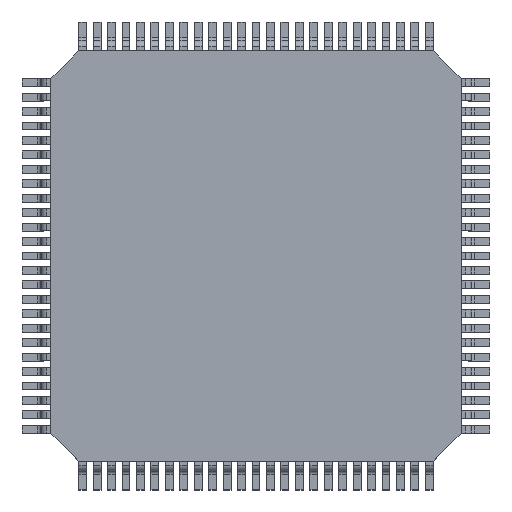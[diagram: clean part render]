
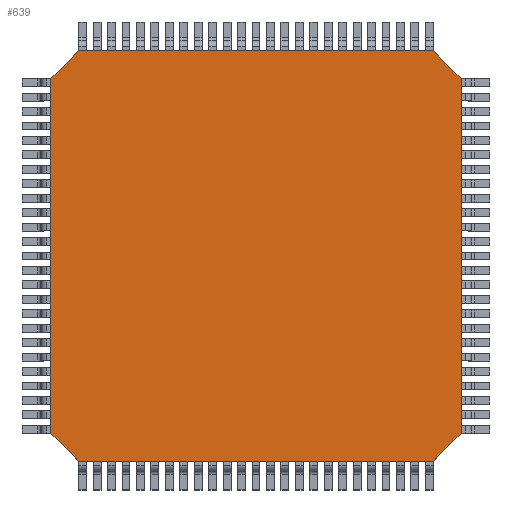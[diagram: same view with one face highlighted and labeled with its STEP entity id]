
A CAD part, top view. The second image highlights one B-rep face of the part: STEP entity #639.
In plain terms, the highlighted planar face has unit normal (0, 0, 1).
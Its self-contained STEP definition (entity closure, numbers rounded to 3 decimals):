
#452 = VERTEX_POINT('',#453);
#453 = CARTESIAN_POINT('',(0.,0.965,1.45));
#460 = PLANE('',#461);
#461 = AXIS2_PLACEMENT_3D('',#462,#463,#464);
#462 = CARTESIAN_POINT('',(0.,0.,0.));
#463 = DIRECTION('',(1.,0.,-0.));
#464 = DIRECTION('',(0.,0.,1.));
#472 = PLANE('',#473);
#473 = AXIS2_PLACEMENT_3D('',#474,#475,#476);
#474 = CARTESIAN_POINT('',(0.,0.965,0.));
#475 = DIRECTION('',(0.707,0.707,-0.));
#476 = DIRECTION('',(0.707,-0.707,0.));
#513 = VERTEX_POINT('',#514);
#514 = CARTESIAN_POINT('',(0.,13.235,1.45));
#528 = PLANE('',#529);
#529 = AXIS2_PLACEMENT_3D('',#530,#531,#532);
#530 = CARTESIAN_POINT('',(0.965,14.2,0.));
#531 = DIRECTION('',(0.707,-0.707,0.));
#532 = DIRECTION('',(-0.707,-0.707,0.));
#540 = EDGE_CURVE('',#452,#513,#541,.T.);
#541 = SURFACE_CURVE('',#542,(#546,#553),.PCURVE_S1.);
#542 = LINE('',#543,#544);
#543 = CARTESIAN_POINT('',(0.,0.,1.45));
#544 = VECTOR('',#545,1.);
#545 = DIRECTION('',(-0.,1.,0.));
#546 = PCURVE('',#460,#547);
#547 = DEFINITIONAL_REPRESENTATION('',(#548),#552);
#548 = LINE('',#549,#550);
#549 = CARTESIAN_POINT('',(1.45,0.));
#550 = VECTOR('',#551,1.);
#551 = DIRECTION('',(0.,-1.));
#552 = ( GEOMETRIC_REPRESENTATION_CONTEXT(2) 
PARAMETRIC_REPRESENTATION_CONTEXT() REPRESENTATION_CONTEXT('2D SPACE',''
  ) );
#553 = PCURVE('',#554,#559);
#554 = PLANE('',#555);
#555 = AXIS2_PLACEMENT_3D('',#556,#557,#558);
#556 = CARTESIAN_POINT('',(0.,0.,1.45));
#557 = DIRECTION('',(0.,0.,1.));
#558 = DIRECTION('',(1.,0.,-0.));
#559 = DEFINITIONAL_REPRESENTATION('',(#560),#564);
#560 = LINE('',#561,#562);
#561 = CARTESIAN_POINT('',(0.,0.));
#562 = VECTOR('',#563,1.);
#563 = DIRECTION('',(0.,1.));
#564 = ( GEOMETRIC_REPRESENTATION_CONTEXT(2) 
PARAMETRIC_REPRESENTATION_CONTEXT() REPRESENTATION_CONTEXT('2D SPACE',''
  ) );
#593 = EDGE_CURVE('',#594,#452,#596,.T.);
#594 = VERTEX_POINT('',#595);
#595 = CARTESIAN_POINT('',(0.965,0.,1.45));
#596 = SURFACE_CURVE('',#597,(#601,#607),.PCURVE_S1.);
#597 = LINE('',#598,#599);
#598 = CARTESIAN_POINT('',(0.241,0.724,1.45));
#599 = VECTOR('',#600,1.);
#600 = DIRECTION('',(-0.707,0.707,0.));
#601 = PCURVE('',#472,#602);
#602 = DEFINITIONAL_REPRESENTATION('',(#603),#606);
#603 = B_SPLINE_CURVE_WITH_KNOTS('',1,(#604,#605),.UNSPECIFIED.,.F.,.F.,
  (2,2),(-1.024,0.341),.PIECEWISE_BEZIER_KNOTS.);
#604 = CARTESIAN_POINT('',(1.365,-1.45));
#605 = CARTESIAN_POINT('',(0.,-1.45));
#606 = ( GEOMETRIC_REPRESENTATION_CONTEXT(2) 
PARAMETRIC_REPRESENTATION_CONTEXT() REPRESENTATION_CONTEXT('2D SPACE',''
  ) );
#607 = PCURVE('',#554,#608);
#608 = DEFINITIONAL_REPRESENTATION('',(#609),#612);
#609 = B_SPLINE_CURVE_WITH_KNOTS('',1,(#610,#611),.UNSPECIFIED.,.F.,.F.,
  (2,2),(-1.024,0.341),.PIECEWISE_BEZIER_KNOTS.);
#610 = CARTESIAN_POINT('',(0.965,0.));
#611 = CARTESIAN_POINT('',(0.,0.965));
#612 = ( GEOMETRIC_REPRESENTATION_CONTEXT(2) 
PARAMETRIC_REPRESENTATION_CONTEXT() REPRESENTATION_CONTEXT('2D SPACE',''
  ) );
#628 = PLANE('',#629);
#629 = AXIS2_PLACEMENT_3D('',#630,#631,#632);
#630 = CARTESIAN_POINT('',(0.,0.,0.));
#631 = DIRECTION('',(-0.,1.,0.));
#632 = DIRECTION('',(0.,0.,1.));
#639 = ADVANCED_FACE('',(#640),#554,.T.);
#640 = FACE_BOUND('',#641,.T.);
#641 = EDGE_LOOP('',(#642,#643,#644,#667,#693,#721,#747,#775));
#642 = ORIENTED_EDGE('',*,*,#540,.F.);
#643 = ORIENTED_EDGE('',*,*,#593,.F.);
#644 = ORIENTED_EDGE('',*,*,#645,.T.);
#645 = EDGE_CURVE('',#594,#646,#648,.T.);
#646 = VERTEX_POINT('',#647);
#647 = CARTESIAN_POINT('',(13.235,0.,1.45));
#648 = SURFACE_CURVE('',#649,(#653,#660),.PCURVE_S1.);
#649 = LINE('',#650,#651);
#650 = CARTESIAN_POINT('',(0.,0.,1.45));
#651 = VECTOR('',#652,1.);
#652 = DIRECTION('',(1.,0.,-0.));
#653 = PCURVE('',#554,#654);
#654 = DEFINITIONAL_REPRESENTATION('',(#655),#659);
#655 = LINE('',#656,#657);
#656 = CARTESIAN_POINT('',(0.,0.));
#657 = VECTOR('',#658,1.);
#658 = DIRECTION('',(1.,0.));
#659 = ( GEOMETRIC_REPRESENTATION_CONTEXT(2) 
PARAMETRIC_REPRESENTATION_CONTEXT() REPRESENTATION_CONTEXT('2D SPACE',''
  ) );
#660 = PCURVE('',#628,#661);
#661 = DEFINITIONAL_REPRESENTATION('',(#662),#666);
#662 = LINE('',#663,#664);
#663 = CARTESIAN_POINT('',(1.45,0.));
#664 = VECTOR('',#665,1.);
#665 = DIRECTION('',(0.,1.));
#666 = ( GEOMETRIC_REPRESENTATION_CONTEXT(2) 
PARAMETRIC_REPRESENTATION_CONTEXT() REPRESENTATION_CONTEXT('2D SPACE',''
  ) );
#667 = ORIENTED_EDGE('',*,*,#668,.F.);
#668 = EDGE_CURVE('',#669,#646,#671,.T.);
#669 = VERTEX_POINT('',#670);
#670 = CARTESIAN_POINT('',(14.2,0.965,1.45));
#671 = SURFACE_CURVE('',#672,(#676,#682),.PCURVE_S1.);
#672 = LINE('',#673,#674);
#673 = CARTESIAN_POINT('',(9.926,-3.309,1.45));
#674 = VECTOR('',#675,1.);
#675 = DIRECTION('',(-0.707,-0.707,0.));
#676 = PCURVE('',#554,#677);
#677 = DEFINITIONAL_REPRESENTATION('',(#678),#681);
#678 = B_SPLINE_CURVE_WITH_KNOTS('',1,(#679,#680),.UNSPECIFIED.,.F.,.F.,
  (2,2),(-6.044,-4.679),.PIECEWISE_BEZIER_KNOTS.);
#679 = CARTESIAN_POINT('',(14.2,0.965));
#680 = CARTESIAN_POINT('',(13.235,0.));
#681 = ( GEOMETRIC_REPRESENTATION_CONTEXT(2) 
PARAMETRIC_REPRESENTATION_CONTEXT() REPRESENTATION_CONTEXT('2D SPACE',''
  ) );
#682 = PCURVE('',#683,#688);
#683 = PLANE('',#684);
#684 = AXIS2_PLACEMENT_3D('',#685,#686,#687);
#685 = CARTESIAN_POINT('',(13.235,0.,0.));
#686 = DIRECTION('',(-0.707,0.707,0.));
#687 = DIRECTION('',(0.707,0.707,0.));
#688 = DEFINITIONAL_REPRESENTATION('',(#689),#692);
#689 = B_SPLINE_CURVE_WITH_KNOTS('',1,(#690,#691),.UNSPECIFIED.,.F.,.F.,
  (2,2),(-6.044,-4.679),.PIECEWISE_BEZIER_KNOTS.);
#690 = CARTESIAN_POINT('',(1.365,-1.45));
#691 = CARTESIAN_POINT('',(0.,-1.45));
#692 = ( GEOMETRIC_REPRESENTATION_CONTEXT(2) 
PARAMETRIC_REPRESENTATION_CONTEXT() REPRESENTATION_CONTEXT('2D SPACE',''
  ) );
#693 = ORIENTED_EDGE('',*,*,#694,.T.);
#694 = EDGE_CURVE('',#669,#695,#697,.T.);
#695 = VERTEX_POINT('',#696);
#696 = CARTESIAN_POINT('',(14.2,13.235,1.45));
#697 = SURFACE_CURVE('',#698,(#702,#709),.PCURVE_S1.);
#698 = LINE('',#699,#700);
#699 = CARTESIAN_POINT('',(14.2,0.,1.45));
#700 = VECTOR('',#701,1.);
#701 = DIRECTION('',(-0.,1.,0.));
#702 = PCURVE('',#554,#703);
#703 = DEFINITIONAL_REPRESENTATION('',(#704),#708);
#704 = LINE('',#705,#706);
#705 = CARTESIAN_POINT('',(14.2,0.));
#706 = VECTOR('',#707,1.);
#707 = DIRECTION('',(0.,1.));
#708 = ( GEOMETRIC_REPRESENTATION_CONTEXT(2) 
PARAMETRIC_REPRESENTATION_CONTEXT() REPRESENTATION_CONTEXT('2D SPACE',''
  ) );
#709 = PCURVE('',#710,#715);
#710 = PLANE('',#711);
#711 = AXIS2_PLACEMENT_3D('',#712,#713,#714);
#712 = CARTESIAN_POINT('',(14.2,0.,0.));
#713 = DIRECTION('',(1.,0.,-0.));
#714 = DIRECTION('',(0.,0.,1.));
#715 = DEFINITIONAL_REPRESENTATION('',(#716),#720);
#716 = LINE('',#717,#718);
#717 = CARTESIAN_POINT('',(1.45,0.));
#718 = VECTOR('',#719,1.);
#719 = DIRECTION('',(0.,-1.));
#720 = ( GEOMETRIC_REPRESENTATION_CONTEXT(2) 
PARAMETRIC_REPRESENTATION_CONTEXT() REPRESENTATION_CONTEXT('2D SPACE',''
  ) );
#721 = ORIENTED_EDGE('',*,*,#722,.F.);
#722 = EDGE_CURVE('',#723,#695,#725,.T.);
#723 = VERTEX_POINT('',#724);
#724 = CARTESIAN_POINT('',(13.235,14.2,1.45));
#725 = SURFACE_CURVE('',#726,(#730,#736),.PCURVE_S1.);
#726 = LINE('',#727,#728);
#727 = CARTESIAN_POINT('',(13.959,13.476,1.45));
#728 = VECTOR('',#729,1.);
#729 = DIRECTION('',(0.707,-0.707,0.));
#730 = PCURVE('',#554,#731);
#731 = DEFINITIONAL_REPRESENTATION('',(#732),#735);
#732 = B_SPLINE_CURVE_WITH_KNOTS('',1,(#733,#734),.UNSPECIFIED.,.F.,.F.,
  (2,2),(-1.024,0.341),.PIECEWISE_BEZIER_KNOTS.);
#733 = CARTESIAN_POINT('',(13.235,14.2));
#734 = CARTESIAN_POINT('',(14.2,13.235));
#735 = ( GEOMETRIC_REPRESENTATION_CONTEXT(2) 
PARAMETRIC_REPRESENTATION_CONTEXT() REPRESENTATION_CONTEXT('2D SPACE',''
  ) );
#736 = PCURVE('',#737,#742);
#737 = PLANE('',#738);
#738 = AXIS2_PLACEMENT_3D('',#739,#740,#741);
#739 = CARTESIAN_POINT('',(14.2,13.235,0.));
#740 = DIRECTION('',(-0.707,-0.707,0.));
#741 = DIRECTION('',(-0.707,0.707,0.));
#742 = DEFINITIONAL_REPRESENTATION('',(#743),#746);
#743 = B_SPLINE_CURVE_WITH_KNOTS('',1,(#744,#745),.UNSPECIFIED.,.F.,.F.,
  (2,2),(-1.024,0.341),.PIECEWISE_BEZIER_KNOTS.);
#744 = CARTESIAN_POINT('',(1.365,-1.45));
#745 = CARTESIAN_POINT('',(0.,-1.45));
#746 = ( GEOMETRIC_REPRESENTATION_CONTEXT(2) 
PARAMETRIC_REPRESENTATION_CONTEXT() REPRESENTATION_CONTEXT('2D SPACE',''
  ) );
#747 = ORIENTED_EDGE('',*,*,#748,.F.);
#748 = EDGE_CURVE('',#749,#723,#751,.T.);
#749 = VERTEX_POINT('',#750);
#750 = CARTESIAN_POINT('',(0.965,14.2,1.45));
#751 = SURFACE_CURVE('',#752,(#756,#763),.PCURVE_S1.);
#752 = LINE('',#753,#754);
#753 = CARTESIAN_POINT('',(0.,14.2,1.45));
#754 = VECTOR('',#755,1.);
#755 = DIRECTION('',(1.,0.,-0.));
#756 = PCURVE('',#554,#757);
#757 = DEFINITIONAL_REPRESENTATION('',(#758),#762);
#758 = LINE('',#759,#760);
#759 = CARTESIAN_POINT('',(0.,14.2));
#760 = VECTOR('',#761,1.);
#761 = DIRECTION('',(1.,0.));
#762 = ( GEOMETRIC_REPRESENTATION_CONTEXT(2) 
PARAMETRIC_REPRESENTATION_CONTEXT() REPRESENTATION_CONTEXT('2D SPACE',''
  ) );
#763 = PCURVE('',#764,#769);
#764 = PLANE('',#765);
#765 = AXIS2_PLACEMENT_3D('',#766,#767,#768);
#766 = CARTESIAN_POINT('',(0.,14.2,0.));
#767 = DIRECTION('',(-0.,1.,0.));
#768 = DIRECTION('',(0.,0.,1.));
#769 = DEFINITIONAL_REPRESENTATION('',(#770),#774);
#770 = LINE('',#771,#772);
#771 = CARTESIAN_POINT('',(1.45,0.));
#772 = VECTOR('',#773,1.);
#773 = DIRECTION('',(0.,1.));
#774 = ( GEOMETRIC_REPRESENTATION_CONTEXT(2) 
PARAMETRIC_REPRESENTATION_CONTEXT() REPRESENTATION_CONTEXT('2D SPACE',''
  ) );
#775 = ORIENTED_EDGE('',*,*,#776,.F.);
#776 = EDGE_CURVE('',#513,#749,#777,.T.);
#777 = SURFACE_CURVE('',#778,(#782,#788),.PCURVE_S1.);
#778 = LINE('',#779,#780);
#779 = CARTESIAN_POINT('',(-2.826,10.409,1.45));
#780 = VECTOR('',#781,1.);
#781 = DIRECTION('',(0.707,0.707,-0.));
#782 = PCURVE('',#554,#783);
#783 = DEFINITIONAL_REPRESENTATION('',(#784),#787);
#784 = B_SPLINE_CURVE_WITH_KNOTS('',1,(#785,#786),.UNSPECIFIED.,.F.,.F.,
  (2,2),(3.997,5.362),.PIECEWISE_BEZIER_KNOTS.);
#785 = CARTESIAN_POINT('',(0.,13.235));
#786 = CARTESIAN_POINT('',(0.965,14.2));
#787 = ( GEOMETRIC_REPRESENTATION_CONTEXT(2) 
PARAMETRIC_REPRESENTATION_CONTEXT() REPRESENTATION_CONTEXT('2D SPACE',''
  ) );
#788 = PCURVE('',#528,#789);
#789 = DEFINITIONAL_REPRESENTATION('',(#790),#793);
#790 = B_SPLINE_CURVE_WITH_KNOTS('',1,(#791,#792),.UNSPECIFIED.,.F.,.F.,
  (2,2),(3.997,5.362),.PIECEWISE_BEZIER_KNOTS.);
#791 = CARTESIAN_POINT('',(1.365,-1.45));
#792 = CARTESIAN_POINT('',(0.,-1.45));
#793 = ( GEOMETRIC_REPRESENTATION_CONTEXT(2) 
PARAMETRIC_REPRESENTATION_CONTEXT() REPRESENTATION_CONTEXT('2D SPACE',''
  ) );
